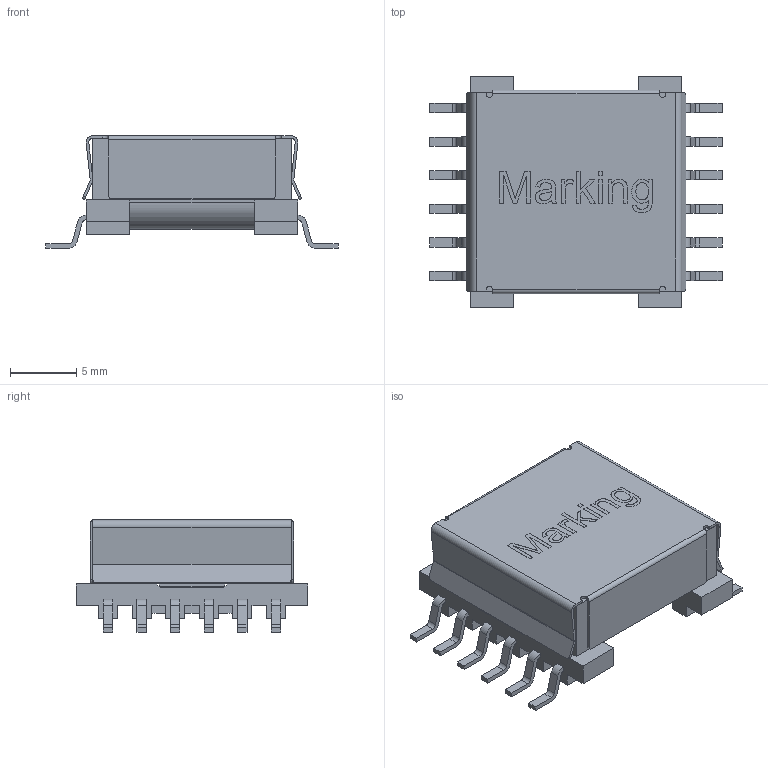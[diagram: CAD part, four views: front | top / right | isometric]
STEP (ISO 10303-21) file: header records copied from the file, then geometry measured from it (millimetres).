
FILE_DESCRIPTION(/* description */ ('Unknown'),/* implementation_level */ '2;1');
FILE_NAME(/* name */ 'T_Wurth_WE-FLEXHV-EFD15',/* time_stamp */ '2025-09-15T17:12:03+08:00',/* author */ ('Unknown'),/* organization */ ('Unknown'),/* preprocessor_version */ 'ST-DEVELOPER v19.4',/* originating_system */ 'Solid Edge',/* authorisation */ 'Unknown');
FILE_SCHEMA (('AUTOMOTIVE_DESIGN {1 0 10303 214 3 1 1}'));
Length unit declared in the file: millimetre
Products named in the file (2): T_Wurth_WE-FLEXHV-EFD15
Assembly tree (1 placements, depth 2):
  T_Wurth_WE-FLEXHV-EFD15
    T_Wurth_WE-FLEXHV-EFD15
Bounding box: 22.1 x 17.5 x 8.5 mm (x, y, z)
Volume: 1376.4 mm3; surface area: 3005.5 mm2
Topology: 4 solids, 4 shells, 452 faces, 1244 edges, 820 vertices
Faces by surface type: plane 328, cylinder 109, bspline 15
Entity records: 17791 total; most frequent: CARTESIAN_POINT 3530, ORIENTED_EDGE 2486, DIRECTION 2223, EDGE_CURVE 1243, LINE 889, VECTOR 889, VERTEX_POINT 820, AXIS2_PLACEMENT_3D 667
